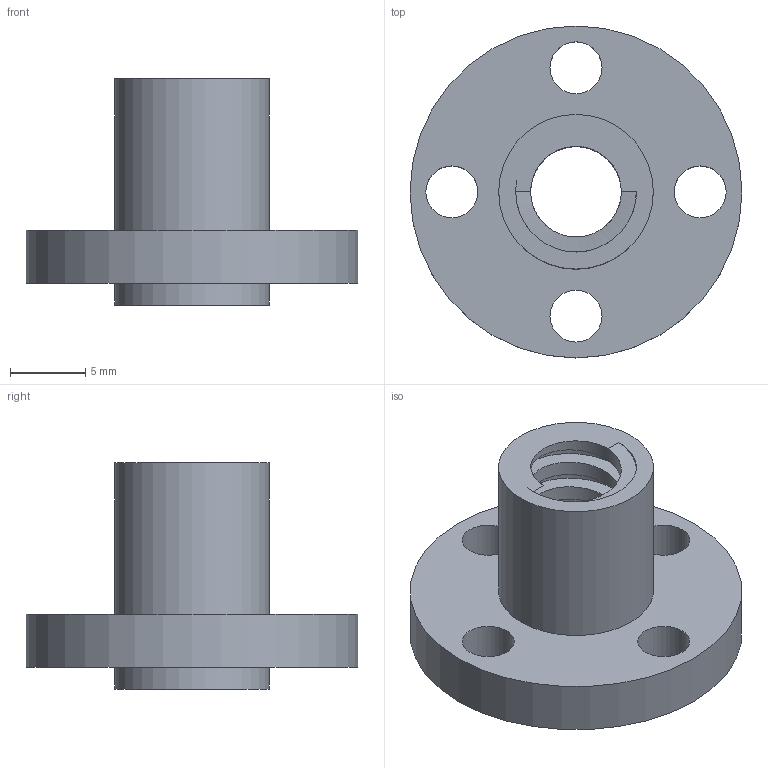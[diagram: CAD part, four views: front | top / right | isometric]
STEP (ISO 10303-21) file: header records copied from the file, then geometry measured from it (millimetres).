
FILE_DESCRIPTION(/* description */ (''),/* implementation_level */ '2;1');
FILE_NAME(/* name */ 'Lead screw moer 8mm - 2mm travel v1.step',/* time_stamp */ '2024-03-11T22:18:45+01:00',/* author */ (''),/* organization */ (''),/* preprocessor_version */ 'ST-DEVELOPER v20',/* originating_system */ 'Autodesk Translation Framework v12.20.1.177',/* authorisation */ '');
FILE_SCHEMA (('AUTOMOTIVE_DESIGN { 1 0 10303 214 3 1 1 }'));
Length unit declared in the file: metre
Products named in the file (1): Lead screw moer 8mm - 2mm travel
Bounding box: 22 x 22 x 15 mm (x, y, z)
Volume: 1559.5 mm3; surface area: 2032 mm2
Topology: 1 solids, 1 shells, 23 faces, 55 edges, 36 vertices
Faces by surface type: cylinder 16, plane 4, bspline 3
Full cylindrical faces by diameter (mm): 3.45 x4, 8 x7, 10.25 x2, 22 x1
Entity records: 2231 total; most frequent: CARTESIAN_POINT 1666, ORIENTED_EDGE 110, DIRECTION 93, EDGE_CURVE 55, AXIS2_PLACEMENT_3D 37, VERTEX_POINT 36, EDGE_LOOP 35, FACE_OUTER_BOUND 23
